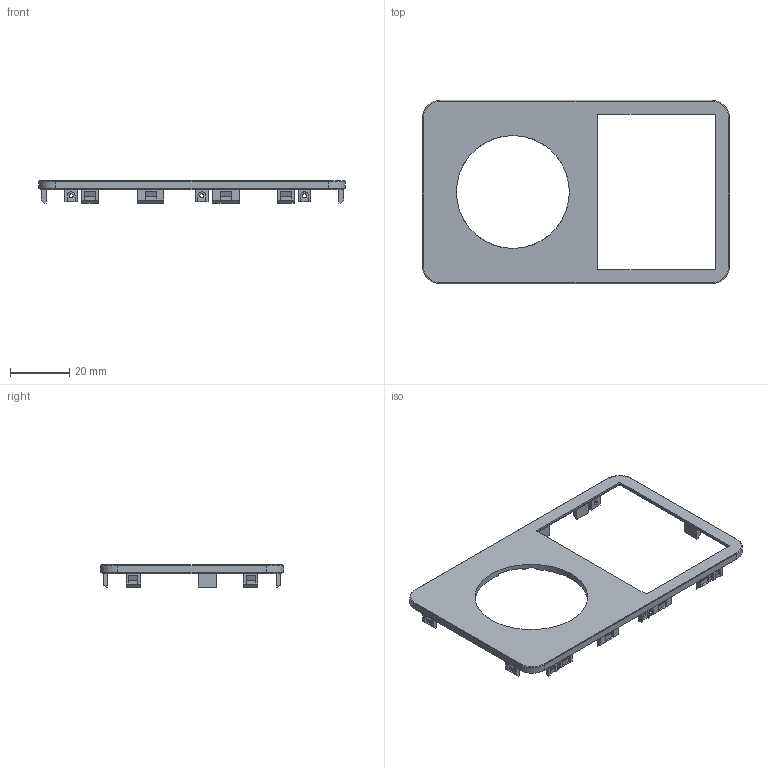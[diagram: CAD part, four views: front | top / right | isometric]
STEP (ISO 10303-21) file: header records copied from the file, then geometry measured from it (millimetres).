
FILE_DESCRIPTION(/* description */ (''),/* implementation_level */ '2;1');
FILE_NAME(/* name */ 'ipod_video_faceplate.step',/* time_stamp */ '2020-07-02T01:03:16-04:00',/* author */ (''),/* organization */ (''),/* preprocessor_version */ 'ST-DEVELOPER v18.1',/* originating_system */ 'Autodesk Translation Framework v9.3.0.1241',/* authorisation */ '');
FILE_SCHEMA (('AUTOMOTIVE_DESIGN { 1 0 10303 214 3 1 1 }'));
Length unit declared in the file: millimetre
Products named in the file (1): iPod Faceplate Version 2 - With Acrylic Insert
Bounding box: 103.5 x 61.8 x 7.44 mm (x, y, z)
Volume: 5827.7 mm3; surface area: 9396.9 mm2
Topology: 1 solids, 1 shells, 486 faces, 1315 edges, 874 vertices
Faces by surface type: plane 347, bspline 69, cylinder 66, torus 4
Full cylindrical faces by diameter (mm): 0.762 x2, 1.067 x2, 1.397 x6, 38.1 x1
Entity records: 15440 total; most frequent: CARTESIAN_POINT 3573, ORIENTED_EDGE 2630, DIRECTION 2163, EDGE_CURVE 1315, LINE 1027, VECTOR 1027, VERTEX_POINT 874, AXIS2_PLACEMENT_3D 568
